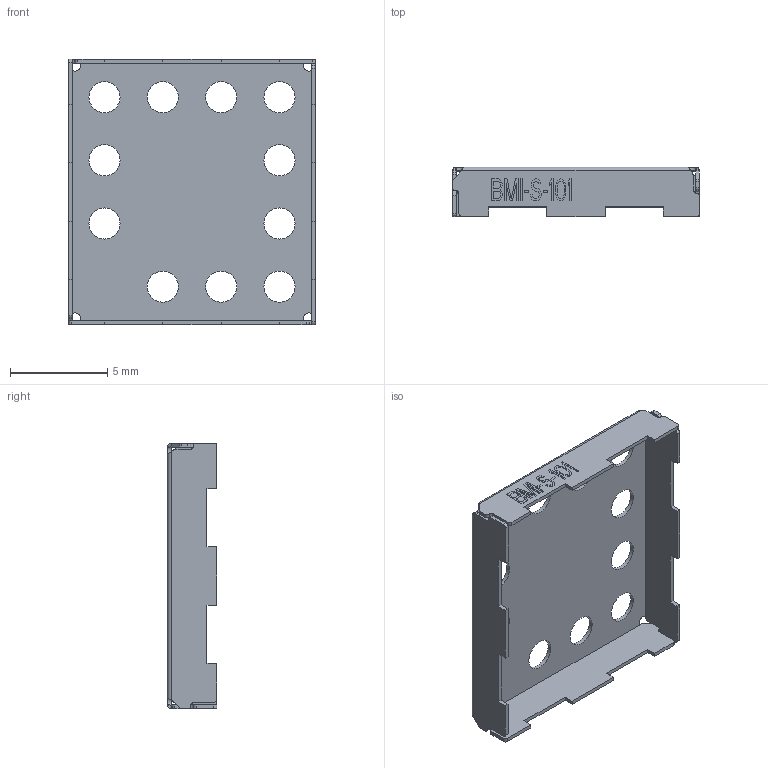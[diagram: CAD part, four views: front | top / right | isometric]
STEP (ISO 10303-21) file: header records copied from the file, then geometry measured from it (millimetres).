
FILE_DESCRIPTION((''),'2;1');
FILE_NAME('BMI-S-101','2012-05-07T',('tim.wrona'),(''),'PRO/ENGINEER BY PARAMETRIC TECHNOLOGY CORPORATION, 2010180','PRO/ENGINEER BY PARAMETRIC TECHNOLOGY CORPORATION, 2010180','');
FILE_SCHEMA(('CONFIG_CONTROL_DESIGN'));
Length unit declared in the file: millimetre
Products named in the file (1): BMI-S-101
Bounding box: 12.7 x 2.54 x 13.66 mm (x, y, z)
Volume: 51.1 mm3; surface area: 539.8 mm2
Topology: 1 solids, 1 shells, 425 faces, 1185 edges, 782 vertices
Faces by surface type: plane 347, cylinder 62, bspline 16
Entity records: 13889 total; most frequent: CARTESIAN_POINT 2856, ORIENTED_EDGE 2370, DIRECTION 2103, EDGE_CURVE 1185, VECTOR 1053, LINE 1053, VERTEX_POINT 782, AXIS2_PLACEMENT_3D 525
